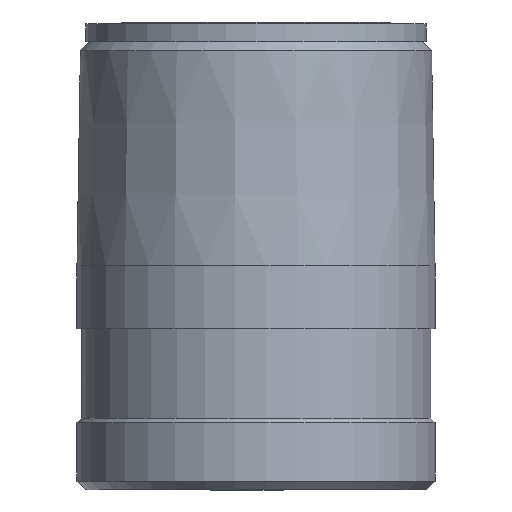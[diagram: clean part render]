
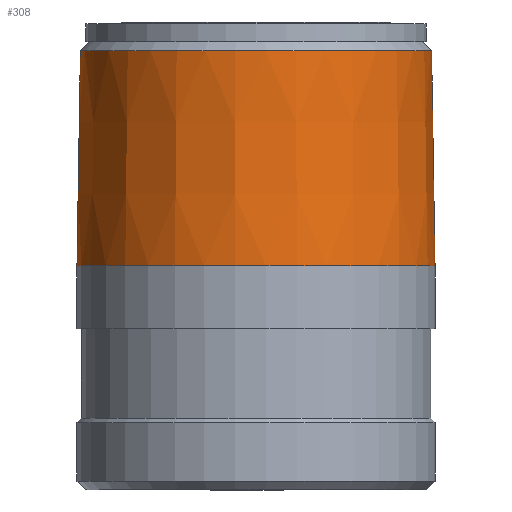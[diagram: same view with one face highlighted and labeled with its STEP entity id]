
A CAD part, left-side view. The second image highlights one B-rep face of the part: STEP entity #308.
In plain terms, the highlighted conical face has half-angle 0.917 degrees and reference radius 1.981 mm.
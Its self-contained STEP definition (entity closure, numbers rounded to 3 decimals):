
#36 = ORIENTED_EDGE ( 'NONE', *, *, #351, .F. ) ;
#256 = FACE_BOUND ( 'NONE', #1234, .T. ) ;
#308 = ADVANCED_FACE ( 'NONE', ( #256, #1396 ), #953, .T. ) ;
#351 = EDGE_CURVE ( 'NONE', #1465, #1465, #972, .T. ) ;
#365 = DIRECTION ( 'NONE',  ( -0.837, -0.547, 0. ) ) ;
#462 = AXIS2_PLACEMENT_3D ( 'NONE', #667, #660, #658 ) ;
#525 = AXIS2_PLACEMENT_3D ( 'NONE', #1797, #1198, #365 ) ;
#658 = DIRECTION ( 'NONE',  ( -0.837, -0.547, 0. ) ) ;
#660 = DIRECTION ( 'NONE',  ( 0., 0., 1. ) ) ;
#667 = CARTESIAN_POINT ( 'NONE',  ( 0.456, 4.228, -0.023 ) ) ;
#700 = CARTESIAN_POINT ( 'NONE',  ( -1.219, 3.134, -2.423 ) ) ;
#953 = CONICAL_SURFACE ( 'NONE', #1434, 1.981, 0.016 ) ;
#972 = CIRCLE ( 'NONE', #462, 1.962 ) ;
#999 = CARTESIAN_POINT ( 'NONE',  ( -1.187, 3.155, -0.023 ) ) ;
#1128 = ORIENTED_EDGE ( 'NONE', *, *, #1713, .T. ) ;
#1183 = DIRECTION ( 'NONE',  ( 0.837, 0.547, 0. ) ) ;
#1198 = DIRECTION ( 'NONE',  ( 0., 0., 1. ) ) ;
#1223 = DIRECTION ( 'NONE',  ( 0., 0., -1. ) ) ;
#1234 = EDGE_LOOP ( 'NONE', ( #36 ) ) ;
#1259 = CARTESIAN_POINT ( 'NONE',  ( 0.456, 4.228, -1.223 ) ) ;
#1283 = EDGE_LOOP ( 'NONE', ( #1128 ) ) ;
#1386 = VERTEX_POINT ( 'NONE', #700 ) ;
#1396 = FACE_OUTER_BOUND ( 'NONE', #1283, .T. ) ;
#1434 = AXIS2_PLACEMENT_3D ( 'NONE', #1259, #1223, #1183 ) ;
#1465 = VERTEX_POINT ( 'NONE', #999 ) ;
#1532 = CIRCLE ( 'NONE', #525, 2. ) ;
#1713 = EDGE_CURVE ( 'NONE', #1386, #1386, #1532, .T. ) ;
#1797 = CARTESIAN_POINT ( 'NONE',  ( 0.456, 4.228, -2.423 ) ) ;
